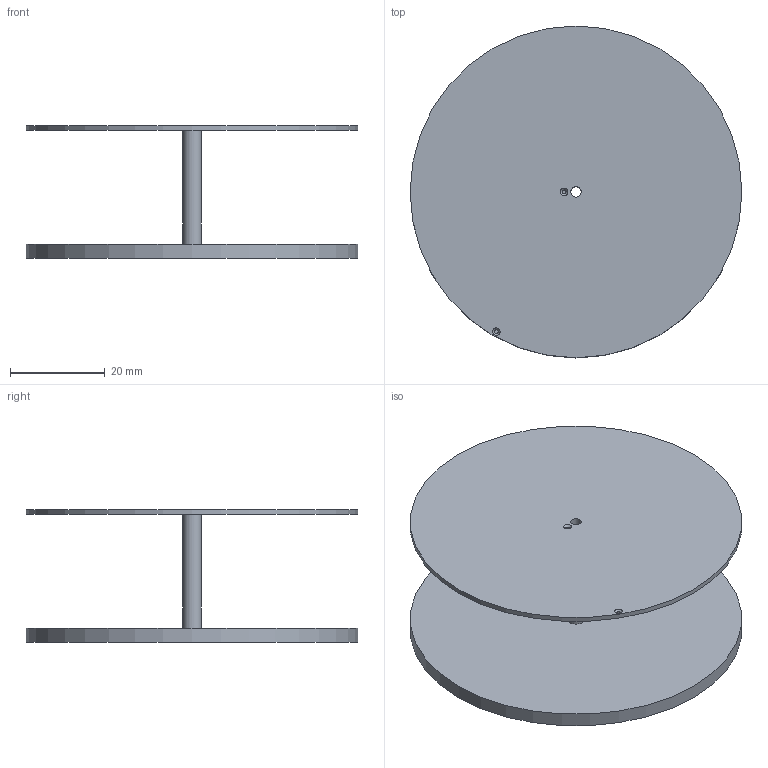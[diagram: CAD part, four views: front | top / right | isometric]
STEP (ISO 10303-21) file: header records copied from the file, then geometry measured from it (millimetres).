
FILE_DESCRIPTION(/* description */ (''),/* implementation_level */ '2;1');
FILE_NAME(/* name */ 'Bobbin_y_c.stp',/* time_stamp */ '2025-07-23T17:05:35+02:00',/* author */ ('gaiadaprato'),/* organization */ (''),/* preprocessor_version */ 'ST-DEVELOPER v19.2',/* originating_system */ 'Autodesk Inventor 2024',/* authorisation */ '');
FILE_SCHEMA (('AUTOMOTIVE_DESIGN { 1 0 10303 214 3 1 1 }'));
Length unit declared in the file: millimetre
Products named in the file (1): Bobbin_y_c
Bounding box: 70 x 70 x 28 mm (x, y, z)
Volume: 15536.1 mm3; surface area: 16821.5 mm2
Topology: 1 solids, 1 shells, 20 faces, 36 edges, 25 vertices
Faces by surface type: cylinder 10, plane 8, cone 2
Full cylindrical faces by diameter (mm): 0.8 x2, 2.2 x1, 2.459 x4, 4 x1, 70 x2
Entity records: 599 total; most frequent: DIRECTION 102, CARTESIAN_POINT 82, ORIENTED_EDGE 72, AXIS2_PLACEMENT_3D 45, EDGE_CURVE 36, EDGE_LOOP 32, CIRCLE 24, VERTEX_POINT 24
